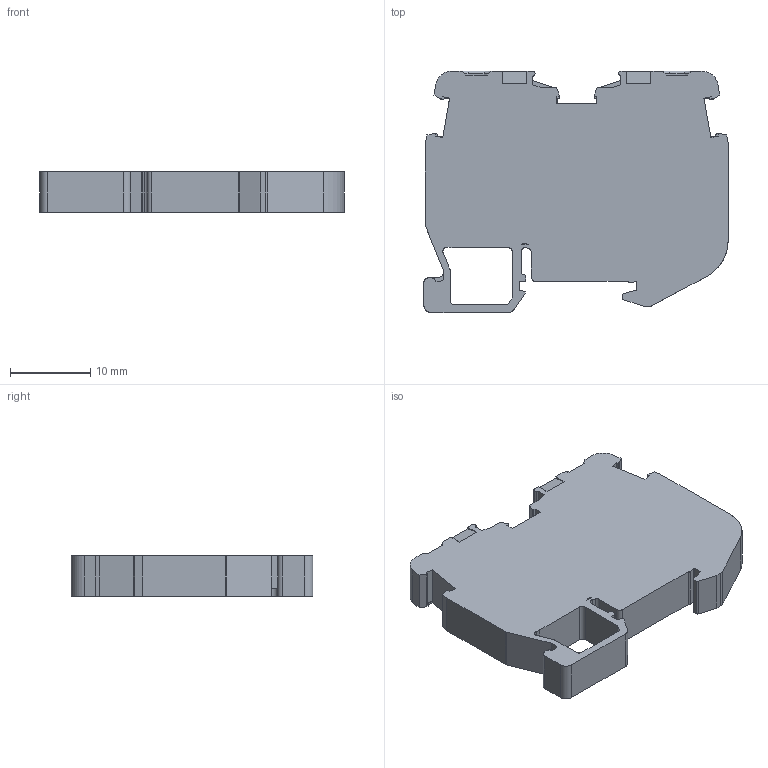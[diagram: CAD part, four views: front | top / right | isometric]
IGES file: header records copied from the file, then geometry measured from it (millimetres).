
Start section: SolidWorks IGES file using analytic representation for surfaces
Global section: file name: 307390_PYKM 2,5_BG.IGS; native system: SolidWorks 2015; preprocessor: SolidWorks 2015; author: guveng; date: 150805.100317; units: millimetre
Bounding box: 37.93 x 30.14 x 5 mm (x, y, z)
Surface area: 2853.6 mm2 (no closed solid volume)
Topology: 0 solids, 0 shells, 199 faces, 2143 edges, 2699 vertices
Faces by surface type: bspline 128, revolution 71
